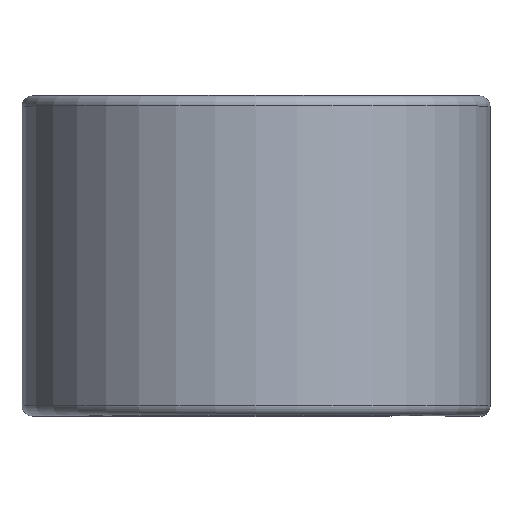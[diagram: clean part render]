
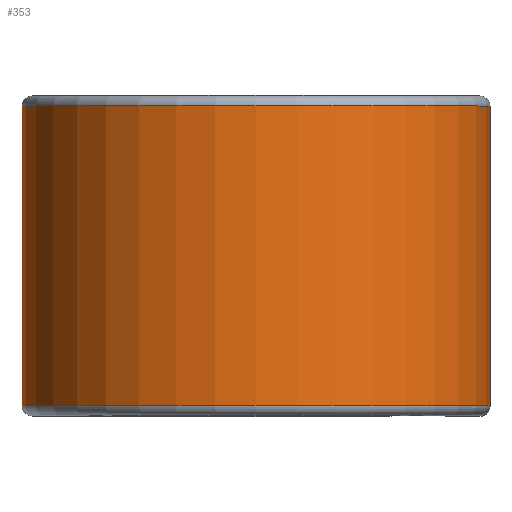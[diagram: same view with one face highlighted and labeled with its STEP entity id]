
A CAD part, top view. The second image highlights one B-rep face of the part: STEP entity #353.
In plain terms, the highlighted cylindrical face has radius 17.399 mm (diameter 34.798 mm), a partial arc.
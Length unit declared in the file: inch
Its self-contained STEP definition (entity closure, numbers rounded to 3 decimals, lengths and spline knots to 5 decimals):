
#111 = DIRECTION ( 'NONE',  ( 0., 0., -1. ) ) ;
#165 = DIRECTION ( 'NONE',  ( 0., -1., 0. ) ) ;
#353 = ADVANCED_FACE ( 'NONE', ( #1741 ), #1575, .T. ) ;
#379 = VERTEX_POINT ( 'NONE', #591 ) ;
#503 = ORIENTED_EDGE ( 'NONE', *, *, #1845, .T. ) ;
#574 = VECTOR ( 'NONE', #1614, 39.37008 ) ;
#591 = CARTESIAN_POINT ( 'NONE',  ( 0.685, 0.43875, 0. ) ) ;
#663 = EDGE_LOOP ( 'NONE', ( #1443, #503, #917, #1881 ) ) ;
#672 = AXIS2_PLACEMENT_3D ( 'NONE', #1280, #165, #1465 ) ;
#729 = AXIS2_PLACEMENT_3D ( 'NONE', #1435, #1078, #867 ) ;
#770 = CARTESIAN_POINT ( 'NONE',  ( 0., 0.43875, -0.685 ) ) ;
#842 = CARTESIAN_POINT ( 'NONE',  ( 0.685, -0.43875, 0. ) ) ;
#867 = DIRECTION ( 'NONE',  ( 0., 0., -1. ) ) ;
#917 = ORIENTED_EDGE ( 'NONE', *, *, #1632, .F. ) ;
#957 = VECTOR ( 'NONE', #2026, 39.37008 ) ;
#971 = AXIS2_PLACEMENT_3D ( 'NONE', #2311, #1226, #111 ) ;
#1015 = LINE ( 'NONE', #1444, #574 ) ;
#1052 = CIRCLE ( 'NONE', #971, 0.685 ) ;
#1078 = DIRECTION ( 'NONE',  ( 0., -1., 0. ) ) ;
#1160 = VERTEX_POINT ( 'NONE', #2082 ) ;
#1226 = DIRECTION ( 'NONE',  ( 0., -1., 0. ) ) ;
#1260 = VERTEX_POINT ( 'NONE', #842 ) ;
#1280 = CARTESIAN_POINT ( 'NONE',  ( 0., -0.43875, 0. ) ) ;
#1408 = CIRCLE ( 'NONE', #672, 0.685 ) ;
#1435 = CARTESIAN_POINT ( 'NONE',  ( 0., 0.4375, 0. ) ) ;
#1443 = ORIENTED_EDGE ( 'NONE', *, *, #1934, .T. ) ;
#1444 = CARTESIAN_POINT ( 'NONE',  ( 0.685, 0.43875, 0. ) ) ;
#1465 = DIRECTION ( 'NONE',  ( 0., 0., -1. ) ) ;
#1575 = CYLINDRICAL_SURFACE ( 'NONE', #729, 0.685 ) ;
#1614 = DIRECTION ( 'NONE',  ( 0., 1., 0. ) ) ;
#1632 = EDGE_CURVE ( 'NONE', #1160, #1798, #2366, .T. ) ;
#1741 = FACE_OUTER_BOUND ( 'NONE', #663, .T. ) ;
#1798 = VERTEX_POINT ( 'NONE', #2280 ) ;
#1845 = EDGE_CURVE ( 'NONE', #379, #1798, #1052, .T. ) ;
#1881 = ORIENTED_EDGE ( 'NONE', *, *, #2015, .F. ) ;
#1934 = EDGE_CURVE ( 'NONE', #1260, #379, #1015, .T. ) ;
#2015 = EDGE_CURVE ( 'NONE', #1260, #1160, #1408, .T. ) ;
#2026 = DIRECTION ( 'NONE',  ( 0., 1., 0. ) ) ;
#2082 = CARTESIAN_POINT ( 'NONE',  ( 0., -0.43875, -0.685 ) ) ;
#2280 = CARTESIAN_POINT ( 'NONE',  ( 0., 0.43875, -0.685 ) ) ;
#2311 = CARTESIAN_POINT ( 'NONE',  ( 0., 0.43875, 0. ) ) ;
#2366 = LINE ( 'NONE', #770, #957 ) ;
